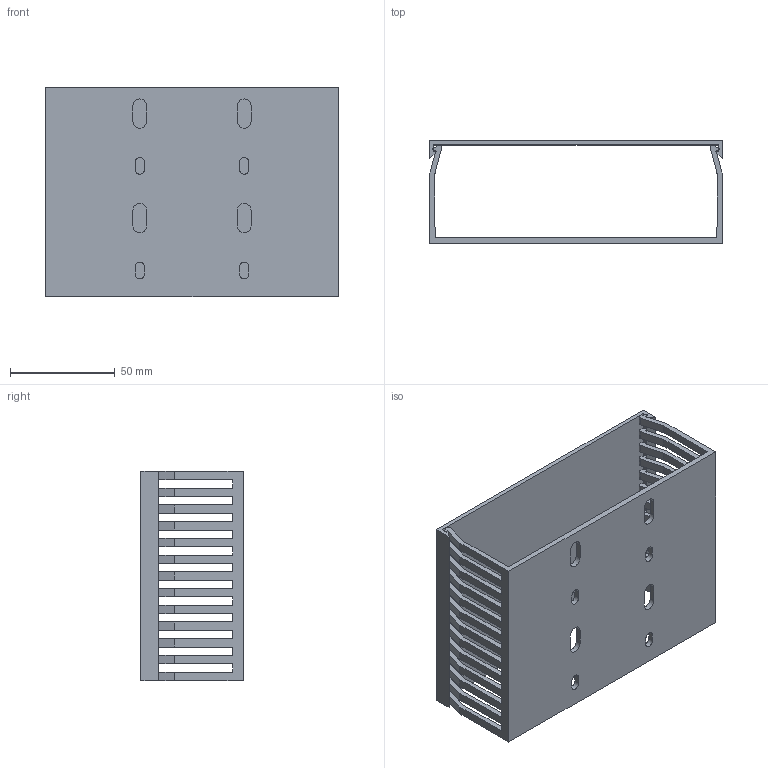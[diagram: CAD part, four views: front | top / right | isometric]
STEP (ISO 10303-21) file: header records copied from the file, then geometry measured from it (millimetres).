
FILE_DESCRIPTION((''),'2;1');
FILE_NAME('PROXY_LKG501400_ASM','2022-04-29T07:46:59',('mengess'),(''),'CREO PARAMETRIC BY PTC INC, 2021304','CREO PARAMETRIC BY PTC INC, 2021304','');
FILE_SCHEMA(('AUTOMOTIVE_DESIGN { 1 0 10303 214 1 1 1 1 }'));
Length unit declared in the file: millimetre
Products named in the file (3): PROXY_M01611; PROXY_M01612; PROXY_LKG501400_ASM
Assembly tree (2 placements, depth 2):
  PROXY_LKG501400_ASM
    PROXY_M01611
    PROXY_M01612
Bounding box: 140 x 49 x 100 mm (x, y, z)
Volume: 77596.7 mm3; surface area: 75879 mm2
Topology: 2 solids, 2 shells, 282 faces, 836 edges, 558 vertices
Faces by surface type: plane 212, cylinder 70
Entity records: 11535 total; most frequent: CARTESIAN_POINT 1828, DIRECTION 1752, ORIENTED_EDGE 1672, EDGE_CURVE 836, VECTOR 719, LINE 719, VERTEX_POINT 558, AXIS2_PLACEMENT_3D 500
